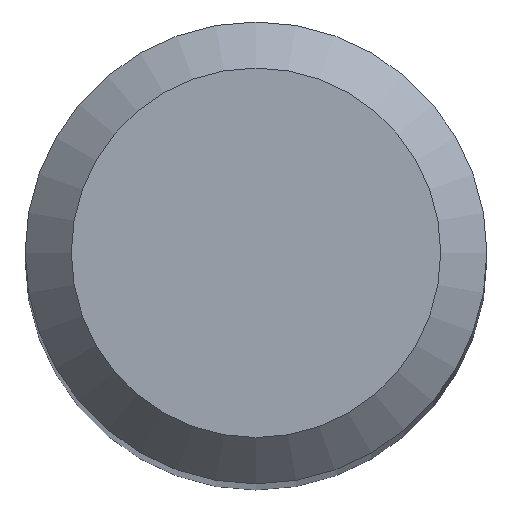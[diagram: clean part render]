
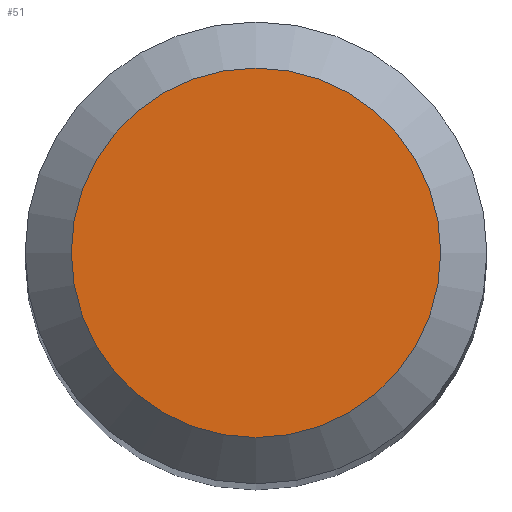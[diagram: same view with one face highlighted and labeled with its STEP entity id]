
A CAD part, top view. The second image highlights one B-rep face of the part: STEP entity #51.
In plain terms, the highlighted planar face has unit normal (0, 0, 1).
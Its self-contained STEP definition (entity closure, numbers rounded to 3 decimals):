
#5 = DIRECTION ( 'NONE',  ( 0., 0., 1. ) ) ;
#7 = EDGE_LOOP ( 'NONE', ( #217 ) ) ;
#23 = DIRECTION ( 'NONE',  ( 0., 0., 1. ) ) ;
#28 = VERTEX_POINT ( 'NONE', #203 ) ;
#35 = AXIS2_PLACEMENT_3D ( 'NONE', #42, #23, #92 ) ;
#36 = EDGE_CURVE ( 'NONE', #28, #28, #57, .T. ) ;
#42 = CARTESIAN_POINT ( 'NONE',  ( 0., 0., 38. ) ) ;
#43 = PLANE ( 'NONE',  #114 ) ;
#51 = ADVANCED_FACE ( 'NONE', ( #115 ), #43, .T. ) ;
#57 = CIRCLE ( 'NONE', #35, 1.6 ) ;
#60 = DIRECTION ( 'NONE',  ( 1., 0., 0. ) ) ;
#92 = DIRECTION ( 'NONE',  ( 1., 0., 0. ) ) ;
#114 = AXIS2_PLACEMENT_3D ( 'NONE', #233, #5, #60 ) ;
#115 = FACE_OUTER_BOUND ( 'NONE', #7, .T. ) ;
#203 = CARTESIAN_POINT ( 'NONE',  ( 1.6, 0., 38. ) ) ;
#217 = ORIENTED_EDGE ( 'NONE', *, *, #36, .T. ) ;
#233 = CARTESIAN_POINT ( 'NONE',  ( 0., 0., 38. ) ) ;
